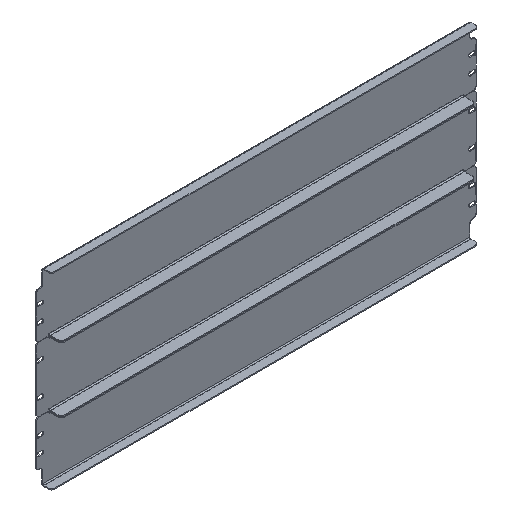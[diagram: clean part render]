
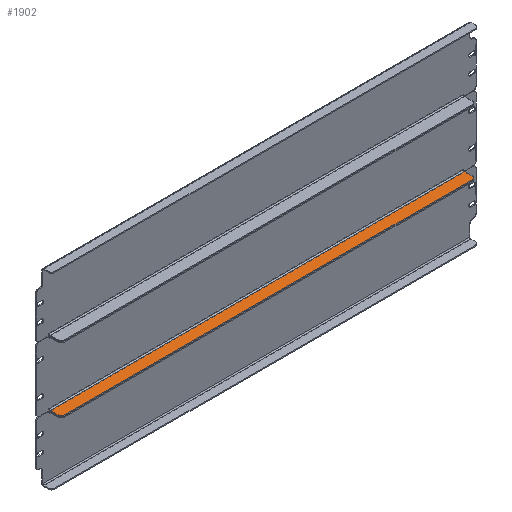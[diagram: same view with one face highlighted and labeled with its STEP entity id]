
A CAD part, isometric view. The second image highlights one B-rep face of the part: STEP entity #1902.
In plain terms, the highlighted planar face has unit normal (0, 0, 1).
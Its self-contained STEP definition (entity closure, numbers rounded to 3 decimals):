
#17 = VERTEX_POINT ( 'NONE', #373 ) ;
#145 = AXIS2_PLACEMENT_3D ( 'NONE', #1334, #1136, #2293 ) ;
#168 = AXIS2_PLACEMENT_3D ( 'NONE', #2828, #3220, #494 ) ;
#227 = CIRCLE ( 'NONE', #168, 5. ) ;
#264 = CARTESIAN_POINT ( 'NONE',  ( 313.25, -20., -48.5 ) ) ;
#287 = LINE ( 'NONE', #2723, #3073 ) ;
#330 = CARTESIAN_POINT ( 'NONE',  ( 313.25, -15., -48.5 ) ) ;
#373 = CARTESIAN_POINT ( 'NONE',  ( -318.25, -3., -48.5 ) ) ;
#420 = ORIENTED_EDGE ( 'NONE', *, *, #3029, .F. ) ;
#483 = CARTESIAN_POINT ( 'NONE',  ( 318.25, -15., -48.5 ) ) ;
#494 = DIRECTION ( 'NONE',  ( 0., 1., 0. ) ) ;
#565 = ORIENTED_EDGE ( 'NONE', *, *, #1773, .F. ) ;
#596 = VERTEX_POINT ( 'NONE', #264 ) ;
#623 = EDGE_CURVE ( 'NONE', #596, #893, #1338, .T. ) ;
#874 = DIRECTION ( 'NONE',  ( 0., 1., 0. ) ) ;
#893 = VERTEX_POINT ( 'NONE', #483 ) ;
#979 = DIRECTION ( 'NONE',  ( 1., 0., 0. ) ) ;
#1028 = LINE ( 'NONE', #2132, #1552 ) ;
#1058 = FACE_OUTER_BOUND ( 'NONE', #3441, .T. ) ;
#1136 = DIRECTION ( 'NONE',  ( 0., 0., -1. ) ) ;
#1183 = EDGE_CURVE ( 'NONE', #2370, #893, #1995, .T. ) ;
#1302 = CARTESIAN_POINT ( 'NONE',  ( -318.25, -20., -48.5 ) ) ;
#1334 = CARTESIAN_POINT ( 'NONE',  ( 0., 0., -48.5 ) ) ;
#1338 = CIRCLE ( 'NONE', #1803, 5. ) ;
#1365 = PLANE ( 'NONE',  #145 ) ;
#1418 = ORIENTED_EDGE ( 'NONE', *, *, #1183, .F. ) ;
#1476 = CARTESIAN_POINT ( 'NONE',  ( -313.25, -20., -48.5 ) ) ;
#1552 = VECTOR ( 'NONE', #979, 1000. ) ;
#1669 = DIRECTION ( 'NONE',  ( 0., 0., 1. ) ) ;
#1703 = CARTESIAN_POINT ( 'NONE',  ( 318.25, -3., -48.5 ) ) ;
#1742 = CARTESIAN_POINT ( 'NONE',  ( 318.25, -20., -48.5 ) ) ;
#1773 = EDGE_CURVE ( 'NONE', #596, #1989, #1855, .T. ) ;
#1801 = ORIENTED_EDGE ( 'NONE', *, *, #3428, .F. ) ;
#1803 = AXIS2_PLACEMENT_3D ( 'NONE', #330, #1669, #874 ) ;
#1855 = LINE ( 'NONE', #1302, #2526 ) ;
#1902 = ADVANCED_FACE ( 'NONE', ( #1058 ), #1365, .F. ) ;
#1906 = DIRECTION ( 'NONE',  ( 0., 1., 0. ) ) ;
#1989 = VERTEX_POINT ( 'NONE', #1476 ) ;
#1995 = LINE ( 'NONE', #1742, #3197 ) ;
#2110 = CARTESIAN_POINT ( 'NONE',  ( -318.25, -15., -48.5 ) ) ;
#2132 = CARTESIAN_POINT ( 'NONE',  ( -318.25, -3., -48.5 ) ) ;
#2191 = ORIENTED_EDGE ( 'NONE', *, *, #623, .T. ) ;
#2292 = DIRECTION ( 'NONE',  ( 0., -1., 0. ) ) ;
#2293 = DIRECTION ( 'NONE',  ( 0., -1., 0. ) ) ;
#2370 = VERTEX_POINT ( 'NONE', #1703 ) ;
#2404 = DIRECTION ( 'NONE',  ( -1., 0., 0. ) ) ;
#2526 = VECTOR ( 'NONE', #2404, 1000. ) ;
#2547 = VERTEX_POINT ( 'NONE', #2110 ) ;
#2723 = CARTESIAN_POINT ( 'NONE',  ( -318.25, -1.5, -48.5 ) ) ;
#2828 = CARTESIAN_POINT ( 'NONE',  ( -313.25, -15., -48.5 ) ) ;
#2939 = EDGE_CURVE ( 'NONE', #2547, #1989, #227, .T. ) ;
#3029 = EDGE_CURVE ( 'NONE', #2547, #17, #287, .T. ) ;
#3073 = VECTOR ( 'NONE', #1906, 1000. ) ;
#3197 = VECTOR ( 'NONE', #2292, 1000. ) ;
#3220 = DIRECTION ( 'NONE',  ( 0., 0., 1. ) ) ;
#3428 = EDGE_CURVE ( 'NONE', #17, #2370, #1028, .T. ) ;
#3441 = EDGE_LOOP ( 'NONE', ( #420, #3476, #565, #2191, #1418, #1801 ) ) ;
#3476 = ORIENTED_EDGE ( 'NONE', *, *, #2939, .T. ) ;
